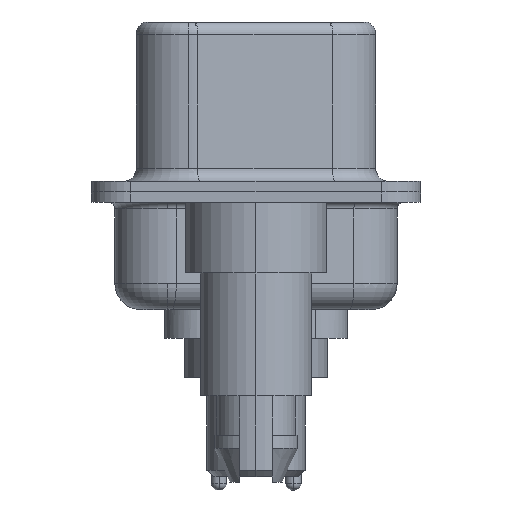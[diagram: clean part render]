
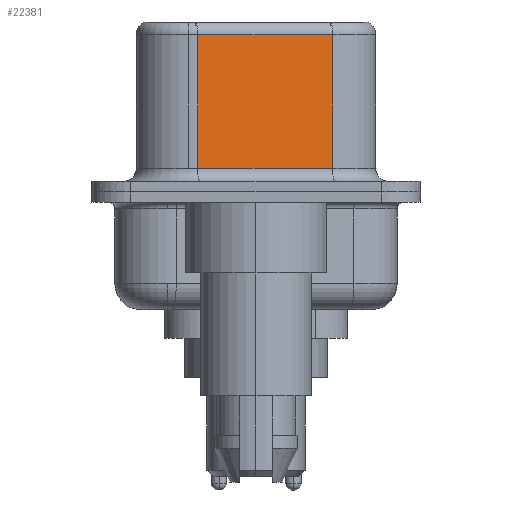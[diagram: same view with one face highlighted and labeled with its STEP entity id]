
A CAD part, left-side view. The second image highlights one B-rep face of the part: STEP entity #22381.
In plain terms, the highlighted planar face has unit normal (-0.985, -0.174, 0).
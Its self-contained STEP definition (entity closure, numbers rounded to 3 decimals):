
#384 = ORIENTED_EDGE ( 'NONE', *, *, #11115, .T. ) ;
#434 = CARTESIAN_POINT ( 'NONE',  ( 4.58, -2.927, 0.9 ) ) ;
#609 = VECTOR ( 'NONE', #2003, 1000. ) ;
#777 = CARTESIAN_POINT ( 'NONE',  ( 3.67, 2.233, 6.52 ) ) ;
#2003 = DIRECTION ( 'NONE',  ( 0.174, -0.985, 0. ) ) ;
#2061 = ORIENTED_EDGE ( 'NONE', *, *, #8262, .F. ) ;
#2877 = ORIENTED_EDGE ( 'NONE', *, *, #4857, .T. ) ;
#3185 = PLANE ( 'NONE',  #11463 ) ;
#3786 = CARTESIAN_POINT ( 'NONE',  ( 3.67, 2.233, 6.02 ) ) ;
#3794 = LINE ( 'NONE', #777, #21037 ) ;
#4857 = EDGE_CURVE ( 'NONE', #8249, #16760, #6747, .T. ) ;
#4952 = DIRECTION ( 'NONE',  ( -0.174, 0.985, 0. ) ) ;
#5294 = VECTOR ( 'NONE', #10194, 1000. ) ;
#6747 = LINE ( 'NONE', #19475, #20505 ) ;
#6873 = FACE_OUTER_BOUND ( 'NONE', #14299, .T. ) ;
#7130 = CARTESIAN_POINT ( 'NONE',  ( 4.58, -2.927, 0.9 ) ) ;
#8249 = VERTEX_POINT ( 'NONE', #8376 ) ;
#8262 = EDGE_CURVE ( 'NONE', #8249, #11640, #18463, .T. ) ;
#8376 = CARTESIAN_POINT ( 'NONE',  ( 4.58, -2.927, 6.02 ) ) ;
#9200 = EDGE_CURVE ( 'NONE', #20295, #11640, #14424, .T. ) ;
#10194 = DIRECTION ( 'NONE',  ( 0., 0., -1. ) ) ;
#11115 = EDGE_CURVE ( 'NONE', #16760, #20295, #3794, .T. ) ;
#11463 = AXIS2_PLACEMENT_3D ( 'NONE', #13536, #15281, #4952 ) ;
#11640 = VERTEX_POINT ( 'NONE', #434 ) ;
#13536 = CARTESIAN_POINT ( 'NONE',  ( 4.58, -2.927, 6.52 ) ) ;
#14299 = EDGE_LOOP ( 'NONE', ( #2061, #2877, #384, #20303 ) ) ;
#14424 = LINE ( 'NONE', #7130, #609 ) ;
#15137 = DIRECTION ( 'NONE',  ( -0.174, 0.985, 0. ) ) ;
#15281 = DIRECTION ( 'NONE',  ( 0.985, 0.174, 0. ) ) ;
#16760 = VERTEX_POINT ( 'NONE', #3786 ) ;
#18463 = LINE ( 'NONE', #20497, #5294 ) ;
#19475 = CARTESIAN_POINT ( 'NONE',  ( 4.58, -2.927, 6.02 ) ) ;
#19797 = DIRECTION ( 'NONE',  ( 0., 0., -1. ) ) ;
#20295 = VERTEX_POINT ( 'NONE', #21824 ) ;
#20303 = ORIENTED_EDGE ( 'NONE', *, *, #9200, .T. ) ;
#20497 = CARTESIAN_POINT ( 'NONE',  ( 4.58, -2.927, 6.52 ) ) ;
#20505 = VECTOR ( 'NONE', #15137, 1000. ) ;
#21037 = VECTOR ( 'NONE', #19797, 1000. ) ;
#21824 = CARTESIAN_POINT ( 'NONE',  ( 3.67, 2.233, 0.9 ) ) ;
#22381 = ADVANCED_FACE ( 'NONE', ( #6873 ), #3185, .F. ) ;
